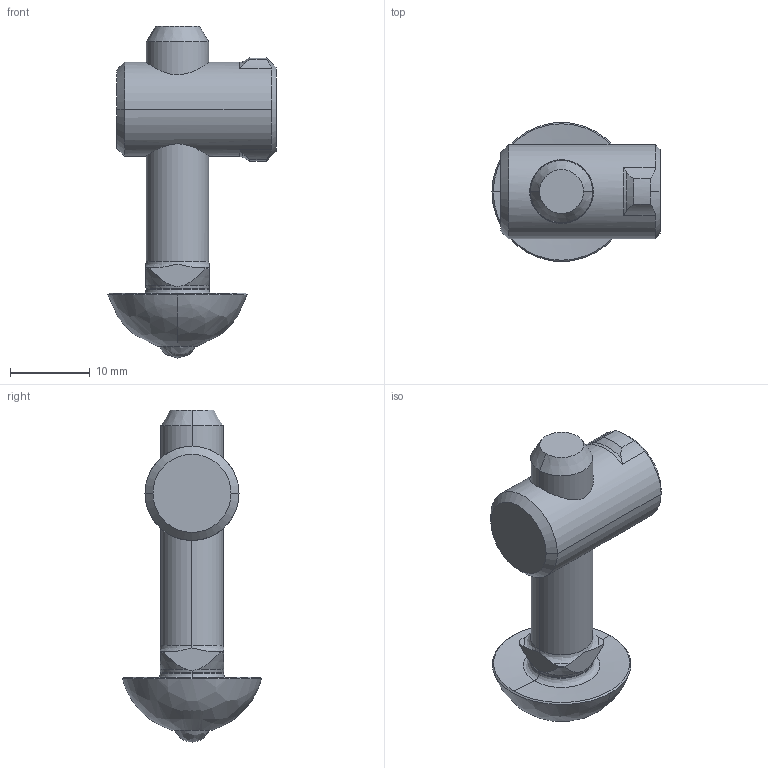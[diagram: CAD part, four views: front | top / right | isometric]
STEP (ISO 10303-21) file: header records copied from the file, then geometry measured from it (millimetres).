
FILE_DESCRIPTION (( 'STEP AP214' ), '1' );
FILE_NAME ('SV1221V.STEP', '2021-10-21T11:47:18', ( '' ), ( '' ), 'SwSTEP 2.0', 'SolidWorks 2021', '' );
FILE_SCHEMA (( 'AUTOMOTIVE_DESIGN' ));
Length unit declared in the file: millimetre
Products named in the file (1): SV1221V
Bounding box: 21.07 x 17.45 x 41.63 mm (x, y, z)
Volume: 4147.1 mm3; surface area: 3273 mm2
Topology: 5 solids, 5 shells, 86 faces, 227 edges, 141 vertices
Faces by surface type: cone 27, cylinder 24, plane 21, bspline 14
Entity records: 5457 total; most frequent: CARTESIAN_POINT 2461, ORIENTED_EDGE 434, DIRECTION 383, EDGE_CURVE 217, AXIS2_PLACEMENT_3D 155, VERTEX_POINT 141, UNCERTAINTY_MEASURE_WITH_UNIT 93, PRESENTATION_STYLE_ASSIGNMENT 92
